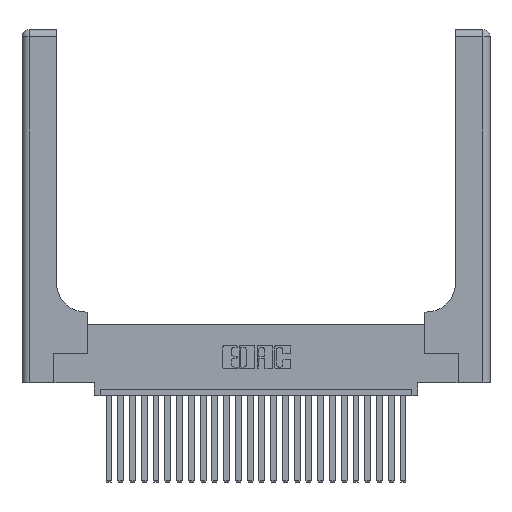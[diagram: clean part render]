
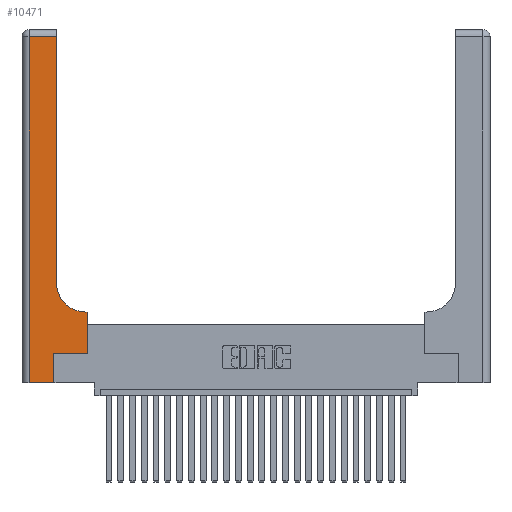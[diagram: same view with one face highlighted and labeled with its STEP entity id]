
A CAD part, top view. The second image highlights one B-rep face of the part: STEP entity #10471.
In plain terms, the highlighted planar face has unit normal (0, 0, 1).
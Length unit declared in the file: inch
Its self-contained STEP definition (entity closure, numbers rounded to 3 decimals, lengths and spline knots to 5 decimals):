
#205 = CARTESIAN_POINT ( 'NONE',  ( 0.269, 0.25, 0.37 ) ) ;
#1089 = CARTESIAN_POINT ( 'NONE',  ( 0.5585, 0.6, 0.37 ) ) ;
#1472 = CARTESIAN_POINT ( 'NONE',  ( 0.06, 0., 0.37 ) ) ;
#1573 = LINE ( 'NONE', #4395, #7712 ) ;
#1619 = VERTEX_POINT ( 'NONE', #18713 ) ;
#1728 = AXIS2_PLACEMENT_3D ( 'NONE', #19678, #4886, #9343 ) ;
#1766 = LINE ( 'NONE', #24452, #4649 ) ;
#2544 = VECTOR ( 'NONE', #10491, 39.37008 ) ;
#2692 = DIRECTION ( 'NONE',  ( 1., 0., 0. ) ) ;
#2825 = LINE ( 'NONE', #15823, #13533 ) ;
#3987 = AXIS2_PLACEMENT_3D ( 'NONE', #20988, #6749, #2692 ) ;
#4222 = DIRECTION ( 'NONE',  ( 1., 0., 0. ) ) ;
#4395 = CARTESIAN_POINT ( 'NONE',  ( 0.2915, 0.6, 0.37 ) ) ;
#4444 = VECTOR ( 'NONE', #11555, 39.37008 ) ;
#4452 = EDGE_CURVE ( 'NONE', #26871, #18852, #13161, .T. ) ;
#4649 = VECTOR ( 'NONE', #4222, 39.37008 ) ;
#4886 = DIRECTION ( 'NONE',  ( 0., 0., -1. ) ) ;
#5134 = ORIENTED_EDGE ( 'NONE', *, *, #8322, .T. ) ;
#5549 = ORIENTED_EDGE ( 'NONE', *, *, #14812, .T. ) ;
#6099 = CARTESIAN_POINT ( 'NONE',  ( 0.269, 0., 0.37 ) ) ;
#6630 = FACE_OUTER_BOUND ( 'NONE', #18509, .T. ) ;
#6749 = DIRECTION ( 'NONE',  ( 0., 0., -1. ) ) ;
#7186 = ORIENTED_EDGE ( 'NONE', *, *, #9172, .T. ) ;
#7712 = VECTOR ( 'NONE', #8592, 39.37008 ) ;
#8322 = EDGE_CURVE ( 'NONE', #21464, #14784, #23990, .T. ) ;
#8592 = DIRECTION ( 'NONE',  ( -1., 0., 0. ) ) ;
#8754 = VERTEX_POINT ( 'NONE', #1089 ) ;
#9172 = EDGE_CURVE ( 'NONE', #8754, #25910, #1573, .T. ) ;
#9343 = DIRECTION ( 'NONE',  ( -1., 0., 0. ) ) ;
#9754 = CARTESIAN_POINT ( 'NONE',  ( 0.2915, 3., 0.37 ) ) ;
#10035 = EDGE_CURVE ( 'NONE', #18852, #1619, #2825, .T. ) ;
#10471 = ADVANCED_FACE ( 'NONE', ( #6630 ), #11323, .F. ) ;
#10491 = DIRECTION ( 'NONE',  ( 0., 1., 0. ) ) ;
#10623 = LINE ( 'NONE', #6099, #12917 ) ;
#10735 = EDGE_CURVE ( 'NONE', #21149, #18573, #1766, .T. ) ;
#10838 = CIRCLE ( 'NONE', #3987, 0.25 ) ;
#10934 = LINE ( 'NONE', #23966, #4444 ) ;
#11065 = ORIENTED_EDGE ( 'NONE', *, *, #10735, .T. ) ;
#11323 = PLANE ( 'NONE',  #1728 ) ;
#11555 = DIRECTION ( 'NONE',  ( 0., -1., 0. ) ) ;
#11827 = DIRECTION ( 'NONE',  ( 0., 1., 0. ) ) ;
#12211 = ORIENTED_EDGE ( 'NONE', *, *, #24756, .T. ) ;
#12917 = VECTOR ( 'NONE', #26656, 39.37008 ) ;
#13161 = LINE ( 'NONE', #9754, #23844 ) ;
#13533 = VECTOR ( 'NONE', #17641, 39.37008 ) ;
#14091 = CARTESIAN_POINT ( 'NONE',  ( 0.269, 0., 0.37 ) ) ;
#14784 = VERTEX_POINT ( 'NONE', #14091 ) ;
#14812 = EDGE_CURVE ( 'NONE', #14784, #21149, #10623, .T. ) ;
#15060 = CARTESIAN_POINT ( 'NONE',  ( 0.2915, 0.85, 0.37 ) ) ;
#15823 = CARTESIAN_POINT ( 'NONE',  ( 0., 2.94, 0.37 ) ) ;
#16534 = ORIENTED_EDGE ( 'NONE', *, *, #20660, .T. ) ;
#17641 = DIRECTION ( 'NONE',  ( -1., 0., 0. ) ) ;
#18509 = EDGE_LOOP ( 'NONE', ( #20357, #21954, #12211, #5134, #5549, #11065, #24930, #7186, #16534 ) ) ;
#18573 = VERTEX_POINT ( 'NONE', #21466 ) ;
#18713 = CARTESIAN_POINT ( 'NONE',  ( 0.06, 2.94, 0.37 ) ) ;
#18751 = LINE ( 'NONE', #18927, #2544 ) ;
#18852 = VERTEX_POINT ( 'NONE', #20283 ) ;
#18927 = CARTESIAN_POINT ( 'NONE',  ( 0.5585, 0.25, 0.37 ) ) ;
#19678 = CARTESIAN_POINT ( 'NONE',  ( 0., 3., 0.37 ) ) ;
#20283 = CARTESIAN_POINT ( 'NONE',  ( 0.2915, 2.94, 0.37 ) ) ;
#20337 = CARTESIAN_POINT ( 'NONE',  ( 0.5415, 0.6, 0.37 ) ) ;
#20357 = ORIENTED_EDGE ( 'NONE', *, *, #4452, .T. ) ;
#20660 = EDGE_CURVE ( 'NONE', #25910, #26871, #10838, .T. ) ;
#20988 = CARTESIAN_POINT ( 'NONE',  ( 0.5415, 0.85, 0.37 ) ) ;
#21149 = VERTEX_POINT ( 'NONE', #205 ) ;
#21464 = VERTEX_POINT ( 'NONE', #1472 ) ;
#21466 = CARTESIAN_POINT ( 'NONE',  ( 0.5585, 0.25, 0.37 ) ) ;
#21954 = ORIENTED_EDGE ( 'NONE', *, *, #10035, .T. ) ;
#22034 = VECTOR ( 'NONE', #26379, 39.37008 ) ;
#23844 = VECTOR ( 'NONE', #11827, 39.37008 ) ;
#23966 = CARTESIAN_POINT ( 'NONE',  ( 0.06, 3., 0.37 ) ) ;
#23990 = LINE ( 'NONE', #24213, #22034 ) ;
#24213 = CARTESIAN_POINT ( 'NONE',  ( 0., 0., 0.37 ) ) ;
#24452 = CARTESIAN_POINT ( 'NONE',  ( 0.269, 0.25, 0.37 ) ) ;
#24637 = EDGE_CURVE ( 'NONE', #18573, #8754, #18751, .T. ) ;
#24756 = EDGE_CURVE ( 'NONE', #1619, #21464, #10934, .T. ) ;
#24930 = ORIENTED_EDGE ( 'NONE', *, *, #24637, .T. ) ;
#25910 = VERTEX_POINT ( 'NONE', #20337 ) ;
#26379 = DIRECTION ( 'NONE',  ( 1., 0., 0. ) ) ;
#26656 = DIRECTION ( 'NONE',  ( 0., 1., 0. ) ) ;
#26871 = VERTEX_POINT ( 'NONE', #15060 ) ;
